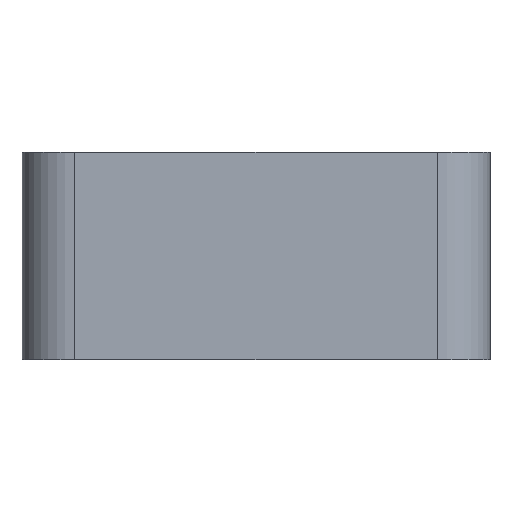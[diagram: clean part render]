
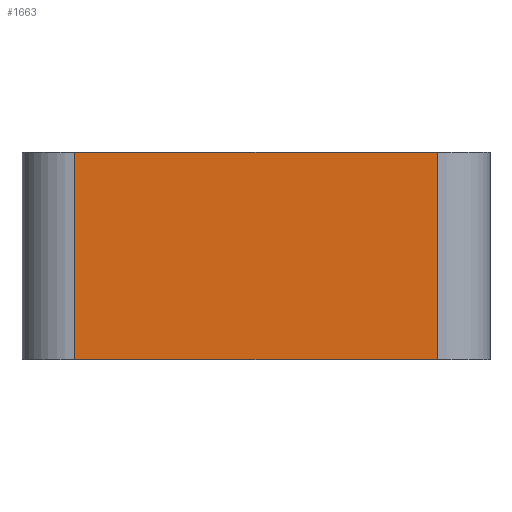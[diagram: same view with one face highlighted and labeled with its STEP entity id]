
A CAD part, front view. The second image highlights one B-rep face of the part: STEP entity #1663.
In plain terms, the highlighted planar face has unit normal (0, -1, 0).
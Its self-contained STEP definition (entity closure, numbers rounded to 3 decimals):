
#57=LINE('',#2215,#185);
#75=LINE('',#2346,#203);
#76=LINE('',#2348,#204);
#77=LINE('',#2350,#205);
#185=VECTOR('',#1808,1000.);
#203=VECTOR('',#1840,1000.);
#204=VECTOR('',#1841,1000.);
#205=VECTOR('',#1842,1000.);
#363=ORIENTED_EDGE('',*,*,#691,.F.);
#364=ORIENTED_EDGE('',*,*,#719,.T.);
#365=ORIENTED_EDGE('',*,*,#720,.T.);
#366=ORIENTED_EDGE('',*,*,#721,.T.);
#691=EDGE_CURVE('',#871,#872,#57,.T.);
#719=EDGE_CURVE('',#871,#895,#75,.T.);
#720=EDGE_CURVE('',#895,#896,#76,.T.);
#721=EDGE_CURVE('',#896,#872,#77,.F.);
#871=VERTEX_POINT('',#2214);
#872=VERTEX_POINT('',#2216);
#895=VERTEX_POINT('',#2347);
#896=VERTEX_POINT('',#2349);
#1015=EDGE_LOOP('',(#363,#364,#365,#366));
#1085=FACE_BOUND('',#1015,.T.);
#1152=PLANE('',#1738);
#1663=ADVANCED_FACE('',(#1085),#1152,.F.);
#1738=AXIS2_PLACEMENT_3D('',#2345,#1838,#1839);
#1808=DIRECTION('',(1.,0.,0.));
#1838=DIRECTION('',(0.,1.,0.));
#1839=DIRECTION('',(-1.,0.,0.));
#1840=DIRECTION('',(0.,0.,-1.));
#1841=DIRECTION('',(1.,0.,0.));
#1842=DIRECTION('',(0.,0.,-1.));
#2214=CARTESIAN_POINT('',(-1.725,-2.025,1.97));
#2215=CARTESIAN_POINT('',(0.,-2.025,1.97));
#2216=CARTESIAN_POINT('',(1.725,-2.025,1.97));
#2345=CARTESIAN_POINT('',(-2.225,-2.025,2.));
#2346=CARTESIAN_POINT('',(-1.725,-2.025,2.));
#2347=CARTESIAN_POINT('',(-1.725,-2.025,0.));
#2348=CARTESIAN_POINT('',(-2.225,-2.025,0.));
#2349=CARTESIAN_POINT('',(1.725,-2.025,0.));
#2350=CARTESIAN_POINT('',(1.725,-2.025,2.));
